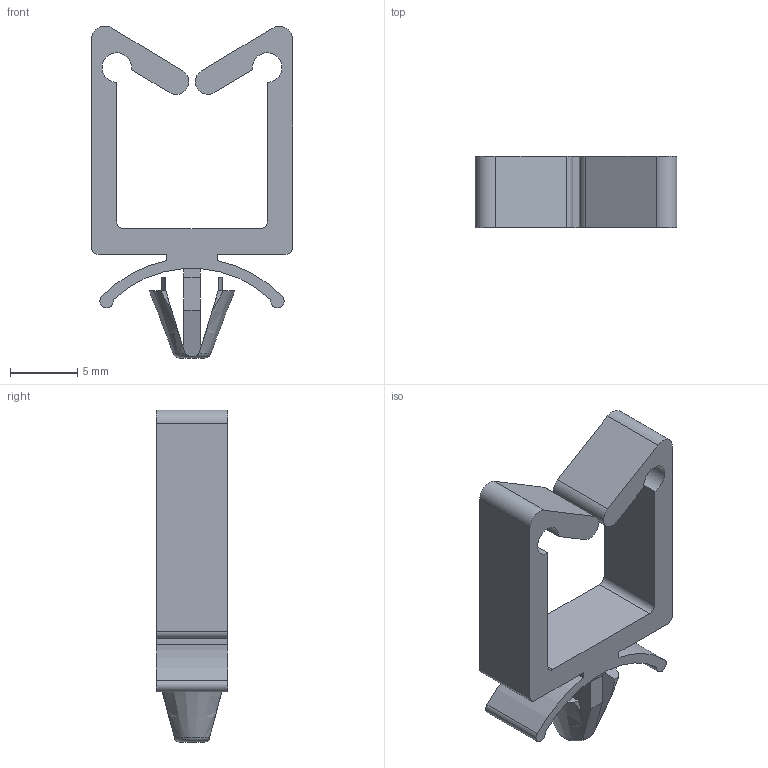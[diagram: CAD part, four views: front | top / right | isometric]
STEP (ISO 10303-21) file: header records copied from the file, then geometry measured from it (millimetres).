
FILE_DESCRIPTION( ( 'Unknown' ), '1' );
FILE_NAME( '521414000.stp', 'Unknown', ( 'Unknown' ), ( 'Unknown' ), 'PSStep 16.0.42', 'Unknown', ' ' );
FILE_SCHEMA( ( 'AUTOMOTIVE_DESIGN { 1 0 10303 214 1 1 1 1 }' ) );
Length unit declared in the file: millimetre
Products named in the file (1): 1
Bounding box: 15 x 5.3 x 24.73 mm (x, y, z)
Volume: 671.2 mm3; surface area: 1156.5 mm2
Topology: 1 solids, 1 shells, 66 faces, 179 edges, 116 vertices
Faces by surface type: plane 44, cylinder 19, cone 2, torus 1
Entity records: 2638 total; most frequent: CARTESIAN_POINT 451, ORIENTED_EDGE 354, DIRECTION 328, EDGE_CURVE 177, VERTEX_POINT 115, LINE 112, VECTOR 112, AXIS2_PLACEMENT_3D 108
